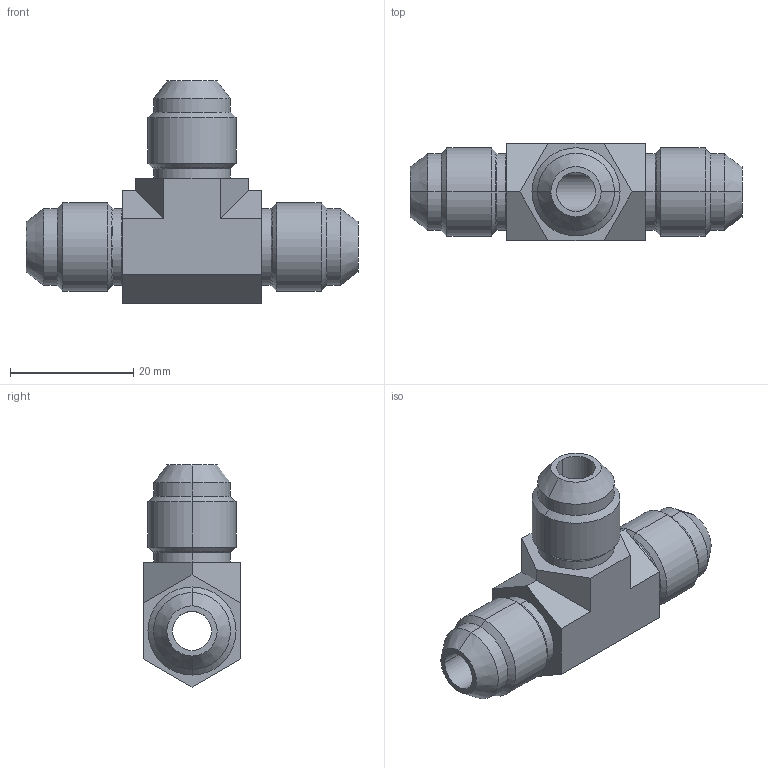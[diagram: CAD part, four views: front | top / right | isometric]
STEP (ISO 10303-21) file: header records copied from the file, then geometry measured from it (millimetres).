
FILE_DESCRIPTION((''),'2;1');
FILE_NAME('ILC30205566','2022-06-23T15:18:03',('rkuestersteffen'),(''),'CREO PARAMETRIC BY PTC INC, 2021164','CREO PARAMETRIC BY PTC INC, 2021164','');
FILE_SCHEMA(('AUTOMOTIVE_DESIGN { 1 0 10303 214 1 1 1 1 }'));
Length unit declared in the file: inch
Products named in the file (1): ILC30205566
Bounding box: 53.85 x 15.75 x 36.02 mm (x, y, z)
Volume: 9602.3 mm3; surface area: 6452.8 mm2
Topology: 2 solids, 5 shells, 72 faces, 167 edges, 102 vertices
Faces by surface type: cylinder 31, plane 21, cone 20
Entity records: 2785 total; most frequent: DIRECTION 412, CARTESIAN_POINT 392, ORIENTED_EDGE 318, PRESENTATION_STYLE_ASSIGNMENT 175, STYLED_ITEM 175, CURVE_STYLE 170, EDGE_CURVE 167, AXIS2_PLACEMENT_3D 159
